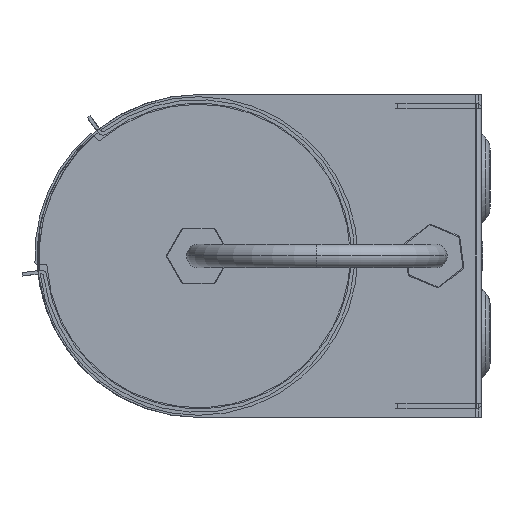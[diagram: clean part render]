
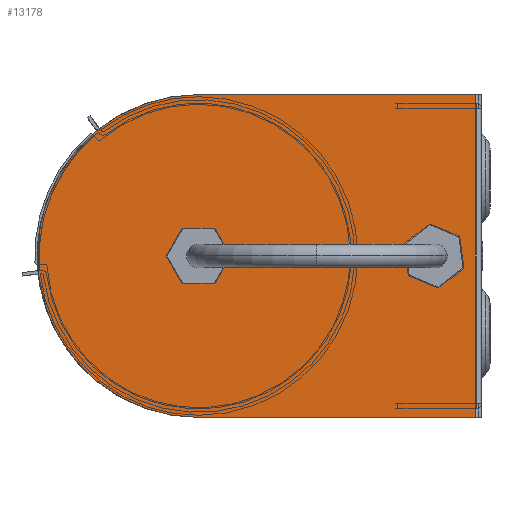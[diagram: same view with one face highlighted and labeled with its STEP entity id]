
A CAD part, left-side view. The second image highlights one B-rep face of the part: STEP entity #13178.
In plain terms, the highlighted planar face has unit normal (-1, 0, 0).
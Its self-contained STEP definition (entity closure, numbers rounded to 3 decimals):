
#61 = CARTESIAN_POINT ( 'NONE',  ( -240.85, 3.332, -9.903 ) ) ;
#107 = VERTEX_POINT ( 'NONE', #14418 ) ;
#198 = CARTESIAN_POINT ( 'NONE',  ( -240.85, 65.656, 0. ) ) ;
#207 = EDGE_CURVE ( 'NONE', #6459, #15073, #12371, .T. ) ;
#252 = LINE ( 'NONE', #1158, #3868 ) ;
#688 = CARTESIAN_POINT ( 'NONE',  ( -240.85, 0.956, -37.5 ) ) ;
#943 = CARTESIAN_POINT ( 'NONE',  ( -240.85, 1.4, -37.5 ) ) ;
#1064 = DIRECTION ( 'NONE',  ( 0., 0.5, 0.866 ) ) ;
#1158 = CARTESIAN_POINT ( 'NONE',  ( -240.85, 8.594, 5.823 ) ) ;
#1201 = LINE ( 'NONE', #6708, #9035 ) ;
#1232 = FACE_OUTER_BOUND ( 'NONE', #14761, .T. ) ;
#1629 = LINE ( 'NONE', #21818, #15324 ) ;
#1733 = DIRECTION ( 'NONE',  ( 0., -0.131, -0.991 ) ) ;
#1795 = ORIENTED_EDGE ( 'NONE', *, *, #17821, .T. ) ;
#1877 = ORIENTED_EDGE ( 'NONE', *, *, #15284, .T. ) ;
#2007 = ORIENTED_EDGE ( 'NONE', *, *, #21624, .T. ) ;
#2109 = ORIENTED_EDGE ( 'NONE', *, *, #16411, .T. ) ;
#2403 = EDGE_CURVE ( 'NONE', #12016, #12764, #12598, .T. ) ;
#2800 = EDGE_LOOP ( 'NONE', ( #16808, #1795, #15445, #9077, #8136, #2007 ) ) ;
#2961 = AXIS2_PLACEMENT_3D ( 'NONE', #10305, #22739, #12090 ) ;
#3029 = DIRECTION ( 'NONE',  ( 0., -0.924, -0.382 ) ) ;
#3153 = ORIENTED_EDGE ( 'NONE', *, *, #15576, .T. ) ;
#3355 = VERTEX_POINT ( 'NONE', #9722 ) ;
#3837 = AXIS2_PLACEMENT_3D ( 'NONE', #198, #17015, #5954 ) ;
#3868 = VECTOR ( 'NONE', #3029, 1000. ) ;
#3885 = DIRECTION ( 'NONE',  ( 0., -0.5, -0.866 ) ) ;
#3948 = VECTOR ( 'NONE', #22531, 1000. ) ;
#4633 = CARTESIAN_POINT ( 'NONE',  ( -240.85, 13.406, -5.823 ) ) ;
#5012 = ORIENTED_EDGE ( 'NONE', *, *, #2403, .F. ) ;
#5052 = VERTEX_POINT ( 'NONE', #9403 ) ;
#5053 = EDGE_CURVE ( 'NONE', #11378, #16439, #1201, .T. ) ;
#5277 = DIRECTION ( 'NONE',  ( 0., -1., 0. ) ) ;
#5292 = LINE ( 'NONE', #688, #13653 ) ;
#5345 = CARTESIAN_POINT ( 'NONE',  ( -240.85, 65.656, 37.5 ) ) ;
#5365 = EDGE_LOOP ( 'NONE', ( #6755, #2109, #1877, #11496, #3153, #7608 ) ) ;
#5502 = CARTESIAN_POINT ( 'NONE',  ( -240.85, 54.831, 6.225 ) ) ;
#5655 = EDGE_CURVE ( 'NONE', #16656, #10165, #13421, .T. ) ;
#5819 = LINE ( 'NONE', #16488, #14753 ) ;
#5954 = DIRECTION ( 'NONE',  ( 0., 1., 0. ) ) ;
#5977 = FACE_BOUND ( 'NONE', #5365, .T. ) ;
#6220 = CARTESIAN_POINT ( 'NONE',  ( -240.85, 16.767, -4.434 ) ) ;
#6336 = CARTESIAN_POINT ( 'NONE',  ( -240.85, 1.4, 0. ) ) ;
#6345 = ORIENTED_EDGE ( 'NONE', *, *, #12506, .T. ) ;
#6459 = VERTEX_POINT ( 'NONE', #14664 ) ;
#6550 = VECTOR ( 'NONE', #15988, 1000. ) ;
#6708 = CARTESIAN_POINT ( 'NONE',  ( -240.85, 65.7, -6.3 ) ) ;
#6755 = ORIENTED_EDGE ( 'NONE', *, *, #15047, .T. ) ;
#7034 = DIRECTION ( 'NONE',  ( 0., 1., 0. ) ) ;
#7278 = DIRECTION ( 'NONE',  ( 0., 0.5, -0.866 ) ) ;
#7408 = DIRECTION ( 'NONE',  ( 0., 0.131, 0.991 ) ) ;
#7608 = ORIENTED_EDGE ( 'NONE', *, *, #5655, .T. ) ;
#8136 = ORIENTED_EDGE ( 'NONE', *, *, #18444, .T. ) ;
#8317 = CARTESIAN_POINT ( 'NONE',  ( -240.85, 76.569, 6.225 ) ) ;
#9035 = VECTOR ( 'NONE', #7034, 1000. ) ;
#9052 = DIRECTION ( 'NONE',  ( 0., -0.5, 0.866 ) ) ;
#9077 = ORIENTED_EDGE ( 'NONE', *, *, #21529, .T. ) ;
#9125 = VECTOR ( 'NONE', #7278, 1000. ) ;
#9403 = CARTESIAN_POINT ( 'NONE',  ( -240.85, 69.337, 6.3 ) ) ;
#9619 = CARTESIAN_POINT ( 'NONE',  ( -240.85, 62.063, -6.3 ) ) ;
#9722 = CARTESIAN_POINT ( 'NONE',  ( -240.85, 11.956, 7.212 ) ) ;
#10107 = ORIENTED_EDGE ( 'NONE', *, *, #22587, .F. ) ;
#10165 = VERTEX_POINT ( 'NONE', #6220 ) ;
#10190 = FACE_BOUND ( 'NONE', #2800, .T. ) ;
#10305 = CARTESIAN_POINT ( 'NONE',  ( -240.85, 65.656, 0. ) ) ;
#10993 = VECTOR ( 'NONE', #1733, 1000. ) ;
#11014 = EDGE_CURVE ( 'NONE', #15063, #12581, #16314, .T. ) ;
#11189 = VECTOR ( 'NONE', #14779, 1000. ) ;
#11215 = CARTESIAN_POINT ( 'NONE',  ( -240.85, 5.233, 4.434 ) ) ;
#11283 = LINE ( 'NONE', #14190, #6550 ) ;
#11372 = VECTOR ( 'NONE', #5277, 1000. ) ;
#11378 = VERTEX_POINT ( 'NONE', #9619 ) ;
#11496 = ORIENTED_EDGE ( 'NONE', *, *, #11014, .T. ) ;
#11731 = DIRECTION ( 'NONE',  ( 0., 0., 1. ) ) ;
#12012 = PLANE ( 'NONE',  #2961 ) ;
#12016 = VERTEX_POINT ( 'NONE', #18948 ) ;
#12090 = DIRECTION ( 'NONE',  ( 0., 1., 0. ) ) ;
#12203 = CARTESIAN_POINT ( 'NONE',  ( -240.85, 1.4, 37.5 ) ) ;
#12371 = LINE ( 'NONE', #20635, #21310 ) ;
#12386 = LINE ( 'NONE', #19725, #21854 ) ;
#12421 = VECTOR ( 'NONE', #11731, 1000. ) ;
#12471 = CARTESIAN_POINT ( 'NONE',  ( -240.85, 72.975, 0. ) ) ;
#12506 = EDGE_CURVE ( 'NONE', #13049, #14311, #17170, .T. ) ;
#12581 = VERTEX_POINT ( 'NONE', #19084 ) ;
#12598 = CIRCLE ( 'NONE', #3837, 37.5 ) ;
#12764 = VERTEX_POINT ( 'NONE', #5345 ) ;
#12883 = DIRECTION ( 'NONE',  ( 0., -0.793, 0.609 ) ) ;
#12989 = CARTESIAN_POINT ( 'NONE',  ( -240.85, 15.743, -11.592 ) ) ;
#13049 = VERTEX_POINT ( 'NONE', #943 ) ;
#13178 = ADVANCED_FACE ( 'NONE', ( #5977, #1232, #10190 ), #12012, .F. ) ;
#13421 = LINE ( 'NONE', #4633, #3948 ) ;
#13653 = VECTOR ( 'NONE', #14952, 1000. ) ;
#14190 = CARTESIAN_POINT ( 'NONE',  ( -240.85, 0.956, 37.5 ) ) ;
#14311 = VERTEX_POINT ( 'NONE', #12203 ) ;
#14418 = CARTESIAN_POINT ( 'NONE',  ( -240.85, 17.723, 2.778 ) ) ;
#14664 = CARTESIAN_POINT ( 'NONE',  ( -240.85, 62.063, 6.3 ) ) ;
#14753 = VECTOR ( 'NONE', #12883, 1000. ) ;
#14761 = EDGE_LOOP ( 'NONE', ( #18970, #6345, #10107, #5012 ) ) ;
#14779 = DIRECTION ( 'NONE',  ( 0., 0.793, -0.609 ) ) ;
#14952 = DIRECTION ( 'NONE',  ( 0., 1., 0. ) ) ;
#15047 = EDGE_CURVE ( 'NONE', #10165, #107, #1629, .T. ) ;
#15063 = VERTEX_POINT ( 'NONE', #11215 ) ;
#15073 = VERTEX_POINT ( 'NONE', #16619 ) ;
#15284 = EDGE_CURVE ( 'NONE', #3355, #15063, #252, .T. ) ;
#15324 = VECTOR ( 'NONE', #7408, 1000. ) ;
#15445 = ORIENTED_EDGE ( 'NONE', *, *, #5053, .T. ) ;
#15576 = EDGE_CURVE ( 'NONE', #12581, #16656, #20688, .T. ) ;
#15610 = CARTESIAN_POINT ( 'NONE',  ( -240.85, 10.044, -7.212 ) ) ;
#15872 = VECTOR ( 'NONE', #1064, 1000. ) ;
#15966 = CARTESIAN_POINT ( 'NONE',  ( -240.85, 65.7, 6.3 ) ) ;
#15988 = DIRECTION ( 'NONE',  ( 0., -1., 0. ) ) ;
#16148 = LINE ( 'NONE', #15966, #11372 ) ;
#16314 = LINE ( 'NONE', #61, #10993 ) ;
#16411 = EDGE_CURVE ( 'NONE', #107, #3355, #5819, .T. ) ;
#16439 = VERTEX_POINT ( 'NONE', #16709 ) ;
#16488 = CARTESIAN_POINT ( 'NONE',  ( -240.85, 23.422, -1.603 ) ) ;
#16619 = CARTESIAN_POINT ( 'NONE',  ( -240.85, 58.425, 0. ) ) ;
#16656 = VERTEX_POINT ( 'NONE', #15610 ) ;
#16709 = CARTESIAN_POINT ( 'NONE',  ( -240.85, 69.337, -6.3 ) ) ;
#16780 = VERTEX_POINT ( 'NONE', #12471 ) ;
#16808 = ORIENTED_EDGE ( 'NONE', *, *, #207, .T. ) ;
#17015 = DIRECTION ( 'NONE',  ( 1., 0., 0. ) ) ;
#17170 = LINE ( 'NONE', #6336, #12421 ) ;
#17821 = EDGE_CURVE ( 'NONE', #15073, #11378, #22742, .T. ) ;
#18444 = EDGE_CURVE ( 'NONE', #16780, #5052, #12386, .T. ) ;
#18948 = CARTESIAN_POINT ( 'NONE',  ( -240.85, 65.656, -37.5 ) ) ;
#18970 = ORIENTED_EDGE ( 'NONE', *, *, #21386, .F. ) ;
#19084 = CARTESIAN_POINT ( 'NONE',  ( -240.85, 4.277, -2.778 ) ) ;
#19725 = CARTESIAN_POINT ( 'NONE',  ( -240.85, 65.743, 12.525 ) ) ;
#20635 = CARTESIAN_POINT ( 'NONE',  ( -240.85, 65.657, 12.525 ) ) ;
#20688 = LINE ( 'NONE', #12989, #11189 ) ;
#21172 = LINE ( 'NONE', #8317, #15872 ) ;
#21310 = VECTOR ( 'NONE', #3885, 1000. ) ;
#21386 = EDGE_CURVE ( 'NONE', #13049, #12016, #5292, .T. ) ;
#21529 = EDGE_CURVE ( 'NONE', #16439, #16780, #21172, .T. ) ;
#21624 = EDGE_CURVE ( 'NONE', #5052, #6459, #16148, .T. ) ;
#21818 = CARTESIAN_POINT ( 'NONE',  ( -240.85, 15.823, -11.559 ) ) ;
#21854 = VECTOR ( 'NONE', #9052, 1000. ) ;
#22531 = DIRECTION ( 'NONE',  ( 0., 0.924, 0.382 ) ) ;
#22587 = EDGE_CURVE ( 'NONE', #12764, #14311, #11283, .T. ) ;
#22739 = DIRECTION ( 'NONE',  ( 1., 0., 0. ) ) ;
#22742 = LINE ( 'NONE', #5502, #9125 ) ;
